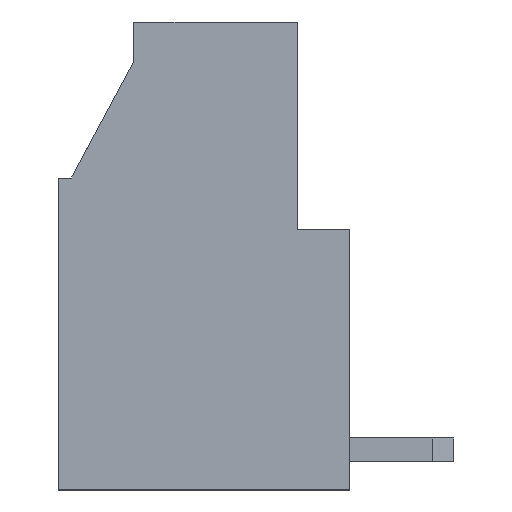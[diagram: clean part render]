
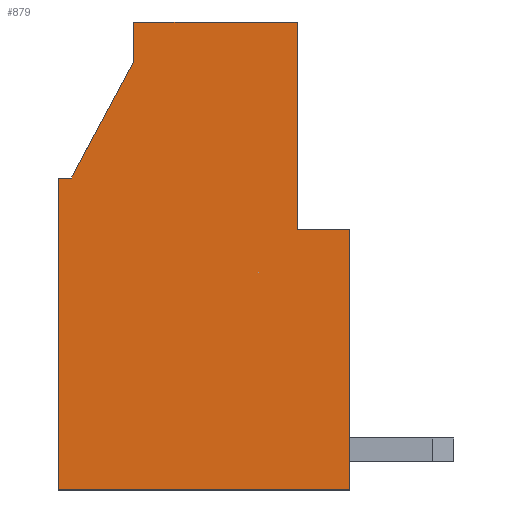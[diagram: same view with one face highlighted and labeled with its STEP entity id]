
A CAD part, front view. The second image highlights one B-rep face of the part: STEP entity #879.
In plain terms, the highlighted planar face has unit normal (0, -1, 0).
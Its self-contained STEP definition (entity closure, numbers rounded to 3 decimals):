
#879 = ADVANCED_FACE( '', ( #1755 ), #1756, .T. );
#1755 = FACE_OUTER_BOUND( '', #2631, .T. );
#1756 = PLANE( '', #2632 );
#2631 = EDGE_LOOP( '', ( #5121, #5122, #5123, #5124, #5125, #5126, #5127, #5128, #5129 ) );
#2632 = AXIS2_PLACEMENT_3D( '', #5130, #5131, #5132 );
#5121 = ORIENTED_EDGE( '', *, *, #6093, .F. );
#5122 = ORIENTED_EDGE( '', *, *, #5870, .F. );
#5123 = ORIENTED_EDGE( '', *, *, #6044, .F. );
#5124 = ORIENTED_EDGE( '', *, *, #6310, .F. );
#5125 = ORIENTED_EDGE( '', *, *, #6298, .F. );
#5126 = ORIENTED_EDGE( '', *, *, #5610, .F. );
#5127 = ORIENTED_EDGE( '', *, *, #5973, .T. );
#5128 = ORIENTED_EDGE( '', *, *, #6353, .T. );
#5129 = ORIENTED_EDGE( '', *, *, #5489, .T. );
#5130 = CARTESIAN_POINT( '', ( 11.37, 8.5, 20.06 ) );
#5131 = DIRECTION( '', ( 0., -1., 0. ) );
#5132 = DIRECTION( '', ( 1., 0., 0. ) );
#5489 = EDGE_CURVE( '', #6633, #6631, #6634, .T. );
#5610 = EDGE_CURVE( '', #6844, #6846, #6847, .T. );
#5870 = EDGE_CURVE( '', #7268, #7266, #7270, .T. );
#5973 = EDGE_CURVE( '', #6844, #7415, #7417, .T. );
#6044 = EDGE_CURVE( '', #7514, #7268, #7516, .T. );
#6093 = EDGE_CURVE( '', #7266, #6631, #7582, .T. );
#6298 = EDGE_CURVE( '', #6846, #7830, #7832, .T. );
#6310 = EDGE_CURVE( '', #7830, #7514, #7844, .T. );
#6353 = EDGE_CURVE( '', #7415, #6633, #7892, .T. );
#6631 = VERTEX_POINT( '', #8270 );
#6633 = VERTEX_POINT( '', #8273 );
#6634 = LINE( '', #8274, #8275 );
#6844 = VERTEX_POINT( '', #8576 );
#6846 = VERTEX_POINT( '', #8579 );
#6847 = LINE( '', #8580, #8581 );
#7266 = VERTEX_POINT( '', #9205 );
#7268 = VERTEX_POINT( '', #9208 );
#7270 = LINE( '', #9211, #9212 );
#7415 = VERTEX_POINT( '', #9431 );
#7417 = LINE( '', #9434, #9435 );
#7514 = VERTEX_POINT( '', #9577 );
#7516 = LINE( '', #9580, #9581 );
#7582 = LINE( '', #9676, #9677 );
#7830 = VERTEX_POINT( '', #10053 );
#7832 = LINE( '', #10056, #10057 );
#7844 = LINE( '', #10076, #10077 );
#7892 = LINE( '', #10142, #10143 );
#8270 = CARTESIAN_POINT( '', ( -5.35, 8.5, 13. ) );
#8273 = CARTESIAN_POINT( '', ( -4.85, 8.5, 13. ) );
#8274 = CARTESIAN_POINT( '', ( 6.85, 8.5, 13. ) );
#8275 = VECTOR( '', #10320, 1000. );
#8576 = CARTESIAN_POINT( '', ( -2.45, 8.5, 19. ) );
#8579 = CARTESIAN_POINT( '', ( 3.85, 8.5, 19. ) );
#8580 = CARTESIAN_POINT( '', ( 6.85, 8.5, 19. ) );
#8581 = VECTOR( '', #10431, 1000. );
#9205 = CARTESIAN_POINT( '', ( -5.35, 8.5, 1. ) );
#9208 = CARTESIAN_POINT( '', ( 5.85, 8.5, 1. ) );
#9211 = CARTESIAN_POINT( '', ( 6.85, 8.5, 1. ) );
#9212 = VECTOR( '', #10657, 1000. );
#9431 = CARTESIAN_POINT( '', ( -2.45, 8.5, 17.5 ) );
#9434 = CARTESIAN_POINT( '', ( -2.45, 8.5, 2.4 ) );
#9435 = VECTOR( '', #10736, 1000. );
#9577 = CARTESIAN_POINT( '', ( 5.85, 8.5, 11. ) );
#9580 = CARTESIAN_POINT( '', ( 5.85, 8.5, 2.4 ) );
#9581 = VECTOR( '', #10795, 1000. );
#9676 = CARTESIAN_POINT( '', ( -5.35, 8.5, 2.4 ) );
#9677 = VECTOR( '', #10840, 1000. );
#10053 = CARTESIAN_POINT( '', ( 3.85, 8.5, 11. ) );
#10056 = CARTESIAN_POINT( '', ( 3.85, 8.5, 2.4 ) );
#10057 = VECTOR( '', #10994, 1000. );
#10076 = CARTESIAN_POINT( '', ( 6.85, 8.5, 11. ) );
#10077 = VECTOR( '', #11002, 1000. );
#10142 = CARTESIAN_POINT( '', ( -10.503, 8.5, 2.4 ) );
#10143 = VECTOR( '', #11020, 1000. );
#10320 = DIRECTION( '', ( -1., 0., 0. ) );
#10431 = DIRECTION( '', ( 1., 0., 0. ) );
#10657 = DIRECTION( '', ( -1., 0., 0. ) );
#10736 = DIRECTION( '', ( 0., 0., -1. ) );
#10795 = DIRECTION( '', ( 0., 0., -1. ) );
#10840 = DIRECTION( '', ( 0., 0., 1. ) );
#10994 = DIRECTION( '', ( 0., 0., -1. ) );
#11002 = DIRECTION( '', ( 1., 0., 0. ) );
#11020 = DIRECTION( '', ( -0.471, 0., -0.882 ) );
